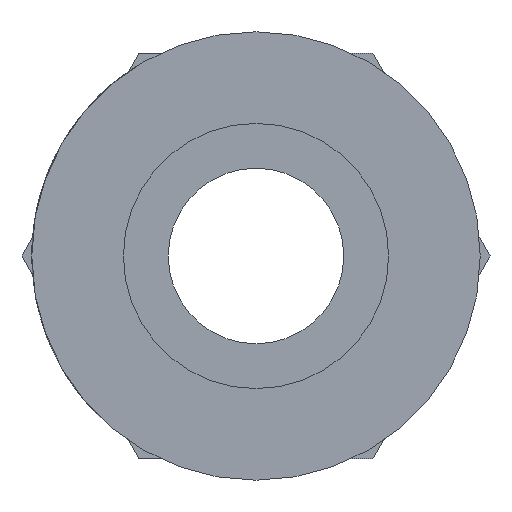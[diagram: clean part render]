
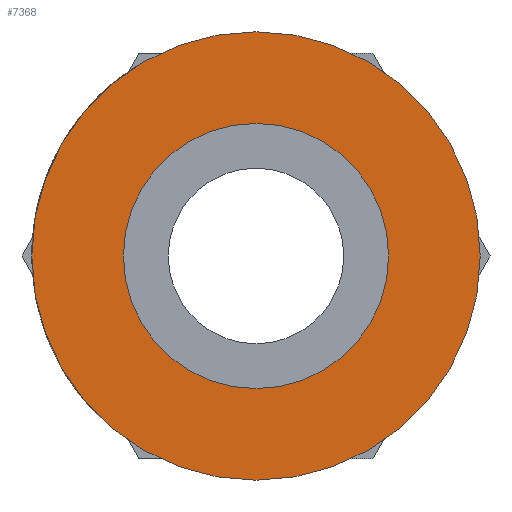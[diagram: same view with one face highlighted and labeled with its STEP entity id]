
A CAD part, left-side view. The second image highlights one B-rep face of the part: STEP entity #7368.
In plain terms, the highlighted planar face has unit normal (-1, 0, 0).
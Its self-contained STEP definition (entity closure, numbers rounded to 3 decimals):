
#40 = DIRECTION ( 'NONE',  ( 0., 0., -1. ) ) ;
#368 = EDGE_CURVE ( 'NONE', #5386, #8228, #6757, .T. ) ;
#767 = AXIS2_PLACEMENT_3D ( 'NONE', #1297, #2008, #40 ) ;
#1018 = DIRECTION ( 'NONE',  ( -1., 0., 0. ) ) ;
#1117 = CARTESIAN_POINT ( 'NONE',  ( 0., 0., 6.8 ) ) ;
#1134 = VERTEX_POINT ( 'NONE', #4372 ) ;
#1145 = DIRECTION ( 'NONE',  ( 0., 0., 1. ) ) ;
#1149 = AXIS2_PLACEMENT_3D ( 'NONE', #7155, #1424, #3971 ) ;
#1297 = CARTESIAN_POINT ( 'NONE',  ( 0., 0., 0. ) ) ;
#1424 = DIRECTION ( 'NONE',  ( -1., 0., 0. ) ) ;
#1881 = FACE_OUTER_BOUND ( 'NONE', #7650, .T. ) ;
#2008 = DIRECTION ( 'NONE',  ( 1., 0., 0. ) ) ;
#2295 = ORIENTED_EDGE ( 'NONE', *, *, #7825, .T. ) ;
#2419 = EDGE_CURVE ( 'NONE', #7773, #1134, #6900, .T. ) ;
#2739 = AXIS2_PLACEMENT_3D ( 'NONE', #4017, #2882, #7365 ) ;
#2882 = DIRECTION ( 'NONE',  ( -1., 0., 0. ) ) ;
#3567 = CARTESIAN_POINT ( 'NONE',  ( 0., 0., 0. ) ) ;
#3894 = EDGE_CURVE ( 'NONE', #8228, #5386, #4616, .T. ) ;
#3971 = DIRECTION ( 'NONE',  ( 0., 0., 1. ) ) ;
#4017 = CARTESIAN_POINT ( 'NONE',  ( 0., 0., 0. ) ) ;
#4238 = DIRECTION ( 'NONE',  ( 0., 0., 1. ) ) ;
#4372 = CARTESIAN_POINT ( 'NONE',  ( 0., 0., -11.5 ) ) ;
#4423 = PLANE ( 'NONE',  #767 ) ;
#4486 = AXIS2_PLACEMENT_3D ( 'NONE', #6753, #1018, #1145 ) ;
#4616 = CIRCLE ( 'NONE', #4486, 6.8 ) ;
#5067 = FACE_BOUND ( 'NONE', #5973, .T. ) ;
#5386 = VERTEX_POINT ( 'NONE', #1117 ) ;
#5521 = ORIENTED_EDGE ( 'NONE', *, *, #2419, .T. ) ;
#5973 = EDGE_LOOP ( 'NONE', ( #7387, #7703 ) ) ;
#6753 = CARTESIAN_POINT ( 'NONE',  ( 0., 0., 0. ) ) ;
#6757 = CIRCLE ( 'NONE', #2739, 6.8 ) ;
#6860 = CARTESIAN_POINT ( 'NONE',  ( 0., 0., -6.8 ) ) ;
#6900 = CIRCLE ( 'NONE', #1149, 11.5 ) ;
#6916 = CIRCLE ( 'NONE', #7583, 11.5 ) ;
#7155 = CARTESIAN_POINT ( 'NONE',  ( 0., 0., 0. ) ) ;
#7365 = DIRECTION ( 'NONE',  ( 0., 0., 1. ) ) ;
#7368 = ADVANCED_FACE ( 'NONE', ( #5067, #1881 ), #4423, .F. ) ;
#7379 = DIRECTION ( 'NONE',  ( -1., 0., 0. ) ) ;
#7387 = ORIENTED_EDGE ( 'NONE', *, *, #368, .F. ) ;
#7583 = AXIS2_PLACEMENT_3D ( 'NONE', #3567, #7379, #4238 ) ;
#7650 = EDGE_LOOP ( 'NONE', ( #5521, #2295 ) ) ;
#7703 = ORIENTED_EDGE ( 'NONE', *, *, #3894, .F. ) ;
#7773 = VERTEX_POINT ( 'NONE', #8226 ) ;
#7825 = EDGE_CURVE ( 'NONE', #1134, #7773, #6916, .T. ) ;
#8226 = CARTESIAN_POINT ( 'NONE',  ( 0., 0., 11.5 ) ) ;
#8228 = VERTEX_POINT ( 'NONE', #6860 ) ;
